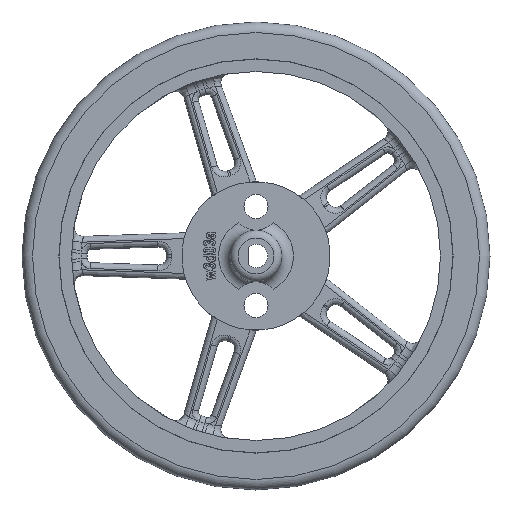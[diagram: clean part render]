
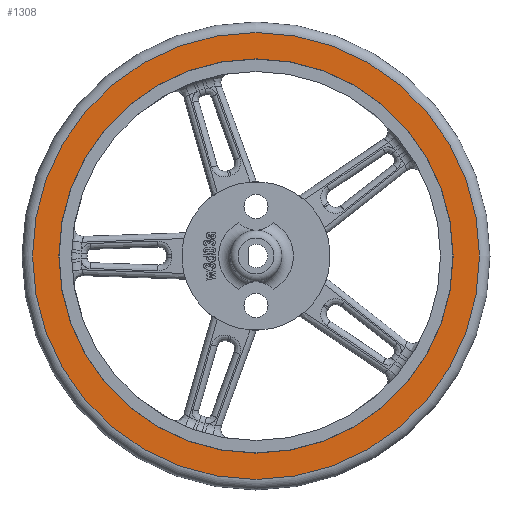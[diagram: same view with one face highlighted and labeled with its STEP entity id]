
A CAD part, left-side view. The second image highlights one B-rep face of the part: STEP entity #1308.
In plain terms, the highlighted planar face has unit normal (-1, 0, 0).
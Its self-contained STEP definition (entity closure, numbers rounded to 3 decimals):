
#374 = AXIS2_PLACEMENT_3D ( 'NONE', #4599, #19831, #13147 ) ;
#1308 = ADVANCED_FACE ( 'NONE', ( #7409, #9254 ), #10718, .F. ) ;
#1323 = VERTEX_POINT ( 'NONE', #18542 ) ;
#2202 = DIRECTION ( 'NONE',  ( 1., 0., 0. ) ) ;
#3351 = EDGE_CURVE ( 'NONE', #1323, #1323, #12635, .T. ) ;
#4254 = EDGE_CURVE ( 'NONE', #6991, #6991, #22050, .T. ) ;
#4599 = CARTESIAN_POINT ( 'NONE',  ( -4., 0., 0. ) ) ;
#5744 = CARTESIAN_POINT ( 'NONE',  ( -4., -28.65, 0. ) ) ;
#6991 = VERTEX_POINT ( 'NONE', #16680 ) ;
#7409 = FACE_BOUND ( 'NONE', #12430, .T. ) ;
#9254 = FACE_OUTER_BOUND ( 'NONE', #10933, .T. ) ;
#9501 = ORIENTED_EDGE ( 'NONE', *, *, #4254, .T. ) ;
#10718 = PLANE ( 'NONE',  #17053 ) ;
#10933 = EDGE_LOOP ( 'NONE', ( #9501 ) ) ;
#11006 = AXIS2_PLACEMENT_3D ( 'NONE', #17069, #20496, #22000 ) ;
#12430 = EDGE_LOOP ( 'NONE', ( #17764 ) ) ;
#12635 = CIRCLE ( 'NONE', #374, 25.27 ) ;
#13147 = DIRECTION ( 'NONE',  ( 0., 1., 0. ) ) ;
#16680 = CARTESIAN_POINT ( 'NONE',  ( -4., 28.65, 0. ) ) ;
#17053 = AXIS2_PLACEMENT_3D ( 'NONE', #5744, #2202, #19329 ) ;
#17069 = CARTESIAN_POINT ( 'NONE',  ( -4., 0., 0. ) ) ;
#17764 = ORIENTED_EDGE ( 'NONE', *, *, #3351, .F. ) ;
#18542 = CARTESIAN_POINT ( 'NONE',  ( -4., 25.27, 0. ) ) ;
#19329 = DIRECTION ( 'NONE',  ( 0., -1., 0. ) ) ;
#19831 = DIRECTION ( 'NONE',  ( -1., 0., 0. ) ) ;
#20496 = DIRECTION ( 'NONE',  ( -1., 0., 0. ) ) ;
#22000 = DIRECTION ( 'NONE',  ( 0., 1., 0. ) ) ;
#22050 = CIRCLE ( 'NONE', #11006, 28.65 ) ;
